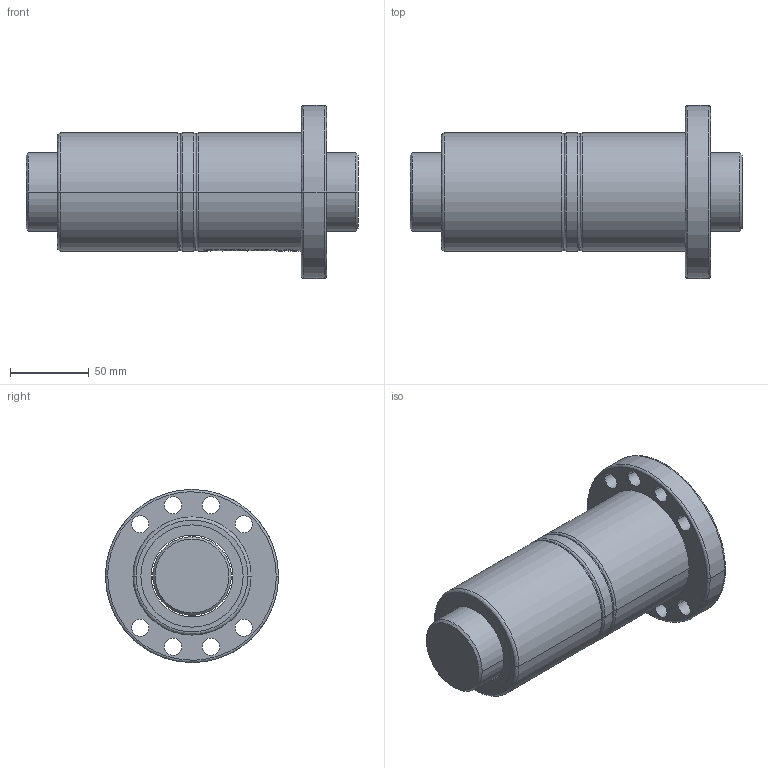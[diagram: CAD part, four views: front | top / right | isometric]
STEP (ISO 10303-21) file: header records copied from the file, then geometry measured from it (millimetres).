
FILE_DESCRIPTION (( 'STEP AP203' ), '1' );
FILE_NAME ('DFU05010.STEP', '2019-04-03T11:52:12', ( '' ), ( '' ), 'SwSTEP 2.0', 'SolidWorks 2015', '' );
FILE_SCHEMA (( 'CONFIG_CONTROL_DESIGN' ));
Length unit declared in the file: millimetre
Products named in the file (1): DFU05010
Bounding box: 211 x 110 x 110 mm (x, y, z)
Volume: 874309.4 mm3; surface area: 143953.3 mm2
Topology: 6 solids, 6 shells, 665 faces, 1829 edges, 1214 vertices
Faces by surface type: plane 568, cylinder 58, bspline 35, cone 4
Entity records: 23480 total; most frequent: CARTESIAN_POINT 7887, ORIENTED_EDGE 3658, DIRECTION 2709, EDGE_CURVE 1829, VERTEX_POINT 1214, VECTOR 1187, LINE 1187, AXIS2_PLACEMENT_3D 761
